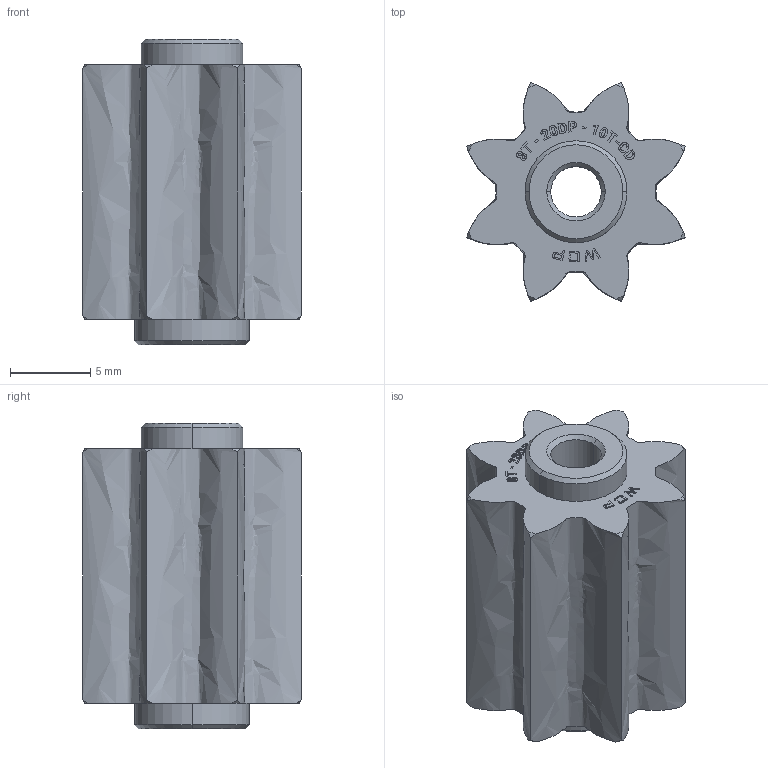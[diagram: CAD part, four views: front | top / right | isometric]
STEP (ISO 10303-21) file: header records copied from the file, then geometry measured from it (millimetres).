
FILE_DESCRIPTION (( 'STEP AP214' ), '1' );
FILE_NAME ('775Pinyon 8T.STEP', '2025-03-03T11:27:43', ( '' ), ( '' ), 'SwSTEP 2.0', 'SolidWorks 2024', '' );
FILE_SCHEMA (( 'AUTOMOTIVE_DESIGN' ));
Length unit declared in the file: millimetre
Products named in the file (1): 775Pinyon 8T
Bounding box: 13.62 x 13.62 x 19.05 mm (x, y, z)
Volume: 1575.9 mm3; surface area: 1402.3 mm2
Topology: 1 solids, 1 shells, 249 faces, 645 edges, 426 vertices
Faces by surface type: plane 142, bspline 71, cone 26, cylinder 10
Entity records: 13092 total; most frequent: CARTESIAN_POINT 7480, ORIENTED_EDGE 1290, DIRECTION 873, EDGE_CURVE 645, VECTOR 427, LINE 427, VERTEX_POINT 426, EDGE_LOOP 279
